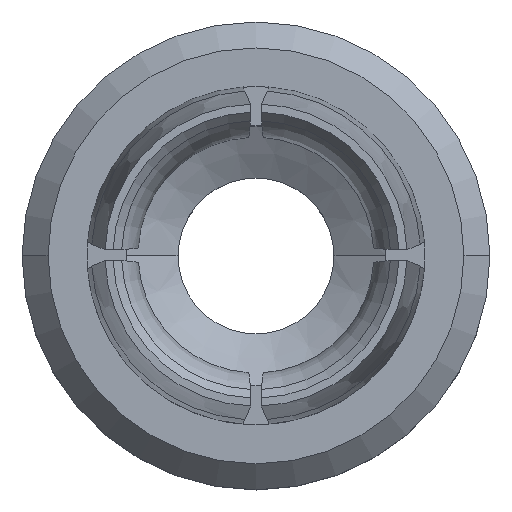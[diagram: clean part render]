
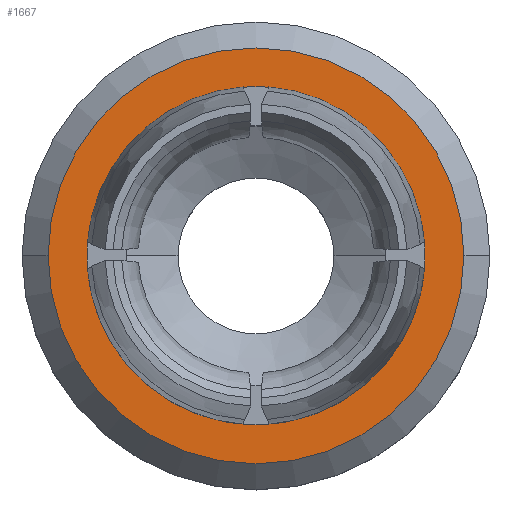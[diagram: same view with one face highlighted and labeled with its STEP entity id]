
A CAD part, top view. The second image highlights one B-rep face of the part: STEP entity #1667.
In plain terms, the highlighted planar face has unit normal (0, 0, 1).
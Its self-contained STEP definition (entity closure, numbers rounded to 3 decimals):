
#246=CARTESIAN_POINT('',(0.,0.,9.417));
#247=DIRECTION('',(0.,0.,1.));
#248=DIRECTION('',(1.,0.,0.));
#249=AXIS2_PLACEMENT_3D('',#246,#247,#248);
#259=CARTESIAN_POINT('',(0.,0.,9.417));
#260=DIRECTION('',(0.,0.,-1.));
#261=DIRECTION('',(1.,0.,0.));
#262=AXIS2_PLACEMENT_3D('',#259,#260,#261);
#264=CARTESIAN_POINT('',(0.,0.,9.417));
#265=DIRECTION('',(0.,0.,-1.));
#266=DIRECTION('',(1.,0.,0.));
#267=AXIS2_PLACEMENT_3D('',#264,#265,#266);
#269=CARTESIAN_POINT('',(0.,0.,9.417));
#270=DIRECTION('',(0.,0.,1.));
#271=DIRECTION('',(1.,0.,0.));
#272=AXIS2_PLACEMENT_3D('',#269,#270,#271);
#1134=CARTESIAN_POINT('',(8.,0.,9.417));
#1136=VERTEX_POINT('',#1134);
#1154=CARTESIAN_POINT('',(-8.,0.,9.417));
#1156=VERTEX_POINT('',#1154);
#1168=CARTESIAN_POINT('',(6.5,0.,9.417));
#1169=CARTESIAN_POINT('',(-6.5,0.,9.417));
#1170=VERTEX_POINT('',#1168);
#1171=VERTEX_POINT('',#1169);
#1652=CARTESIAN_POINT('',(0.,0.,9.417));
#1653=DIRECTION('',(0.,0.,1.));
#1654=DIRECTION('',(-1.,0.,0.));
#1655=AXIS2_PLACEMENT_3D('',#1652,#1653,#1654);
#1656=PLANE('',#1655);
#1657=ORIENTED_EDGE('',*,*,#1631,.F.);
#1658=ORIENTED_EDGE('',*,*,#1647,.T.);
#1659=EDGE_LOOP('',(#1657,#1658));
#1660=FACE_OUTER_BOUND('',#1659,.F.);
#1662=ORIENTED_EDGE('',*,*,#1661,.F.);
#1664=ORIENTED_EDGE('',*,*,#1663,.T.);
#1665=EDGE_LOOP('',(#1662,#1664));
#1666=FACE_BOUND('',#1665,.F.);
#1667=ADVANCED_FACE('',(#1660,#1666),#1656,.T.);
#250=CIRCLE('',#249,8.);
#263=CIRCLE('',#262,8.);
#268=CIRCLE('',#267,6.5);
#273=CIRCLE('',#272,6.5);
#1631=EDGE_CURVE('',#1136,#1156,#250,.T.);
#1647=EDGE_CURVE('',#1136,#1156,#263,.T.);
#1661=EDGE_CURVE('',#1170,#1171,#268,.T.);
#1663=EDGE_CURVE('',#1170,#1171,#273,.T.);
